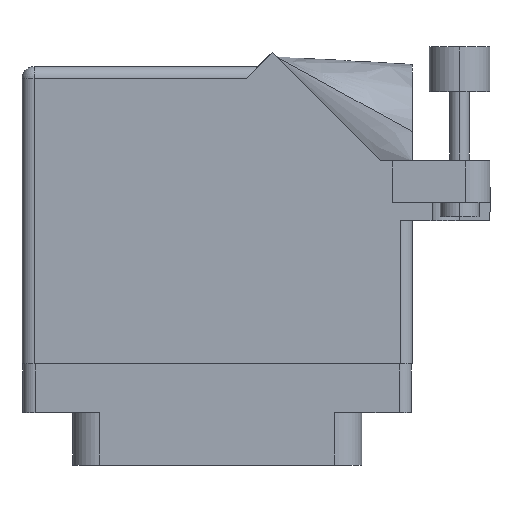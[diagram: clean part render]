
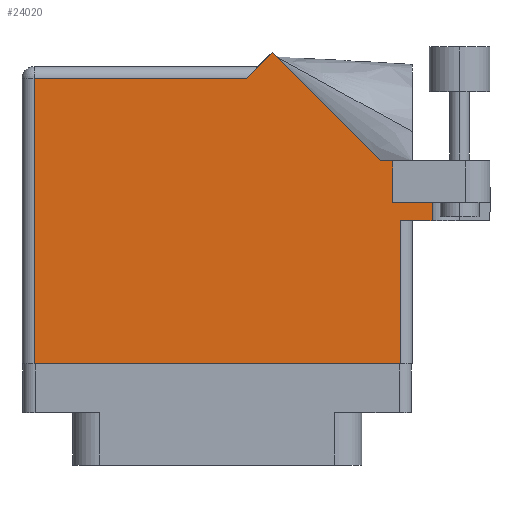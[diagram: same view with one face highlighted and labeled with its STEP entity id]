
A CAD part, front view. The second image highlights one B-rep face of the part: STEP entity #24020.
In plain terms, the highlighted face is planar.
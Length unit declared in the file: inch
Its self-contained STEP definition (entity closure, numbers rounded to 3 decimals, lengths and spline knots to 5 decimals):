
#16 = VECTOR ( 'NONE', #9873, 39.37008 ) ;
#76 = VECTOR ( 'NONE', #14176, 39.37008 ) ;
#193 = CARTESIAN_POINT ( 'NONE',  ( 1.1065, 0.637, 0.455 ) ) ;
#230 = EDGE_CURVE ( 'NONE', #5081, #30116, #22166, .T. ) ;
#510 = CARTESIAN_POINT ( 'NONE',  ( 0.905, 0.731, 0.455 ) ) ;
#1091 = CARTESIAN_POINT ( 'NONE',  ( 0.905, 0.731, 0.455 ) ) ;
#1441 = EDGE_CURVE ( 'NONE', #12164, #17413, #11528, .T. ) ;
#1515 = CARTESIAN_POINT ( 'NONE',  ( -1.005, -0.1, 0.455 ) ) ;
#1707 = DIRECTION ( 'NONE',  ( 0., 1., 0. ) ) ;
#1921 = VECTOR ( 'NONE', #1707, 39.37008 ) ;
#2482 = ORIENTED_EDGE ( 'NONE', *, *, #9195, .T. ) ;
#3050 = ORIENTED_EDGE ( 'NONE', *, *, #20682, .F. ) ;
#3162 = LINE ( 'NONE', #36237, #76 ) ;
#3823 = DIRECTION ( 'NONE',  ( 0., -1., 0. ) ) ;
#4227 = DIRECTION ( 'NONE',  ( -0.707, -0.707, 0. ) ) ;
#4400 = ORIENTED_EDGE ( 'NONE', *, *, #1441, .T. ) ;
#4509 = ORIENTED_EDGE ( 'NONE', *, *, #17938, .T. ) ;
#4668 = VERTEX_POINT ( 'NONE', #16738 ) ;
#4782 = VERTEX_POINT ( 'NONE', #6419 ) ;
#5081 = VERTEX_POINT ( 'NONE', #8313 ) ;
#5093 = VECTOR ( 'NONE', #3823, 39.37008 ) ;
#5223 = ORIENTED_EDGE ( 'NONE', *, *, #16747, .T. ) ;
#5828 = DIRECTION ( 'NONE',  ( -1., 0., 0. ) ) ;
#6059 = VECTOR ( 'NONE', #31128, 39.37008 ) ;
#6280 = ORIENTED_EDGE ( 'NONE', *, *, #10674, .T. ) ;
#6419 = CARTESIAN_POINT ( 'NONE',  ( 0.905, 0.944, 0.455 ) ) ;
#7220 = CARTESIAN_POINT ( 'NONE',  ( 0.83942, 0.944, 0.455 ) ) ;
#7417 = CARTESIAN_POINT ( 'NONE',  ( 0.83942, 0.944, 0.455 ) ) ;
#7595 = VERTEX_POINT ( 'NONE', #510 ) ;
#8313 = CARTESIAN_POINT ( 'NONE',  ( 0.943, -0.1, 0.455 ) ) ;
#8435 = VECTOR ( 'NONE', #35637, 39.37008 ) ;
#8657 = VECTOR ( 'NONE', #18076, 39.37008 ) ;
#9195 = EDGE_CURVE ( 'NONE', #4668, #5081, #22512, .T. ) ;
#9448 = CARTESIAN_POINT ( 'NONE',  ( 0.905, 0.731, 0.455 ) ) ;
#9873 = DIRECTION ( 'NONE',  ( 1., 0., 0. ) ) ;
#10020 = VERTEX_POINT ( 'NONE', #33503 ) ;
#10202 = CARTESIAN_POINT ( 'NONE',  ( -0.943, 1.368, 0.455 ) ) ;
#10457 = CARTESIAN_POINT ( 'NONE',  ( 0.943, 0.637, 0.455 ) ) ;
#10487 = DIRECTION ( 'NONE',  ( 0., 0., -1. ) ) ;
#10674 = EDGE_CURVE ( 'NONE', #7595, #4782, #22817, .T. ) ;
#11528 = LINE ( 'NONE', #18599, #8435 ) ;
#11917 = DIRECTION ( 'NONE',  ( -1., 0., 0. ) ) ;
#11952 = VECTOR ( 'NONE', #11917, 39.37008 ) ;
#12164 = VERTEX_POINT ( 'NONE', #35201 ) ;
#12631 = CARTESIAN_POINT ( 'NONE',  ( -0.943, -0.1, 0.455 ) ) ;
#13693 = FACE_OUTER_BOUND ( 'NONE', #29893, .T. ) ;
#13819 = ORIENTED_EDGE ( 'NONE', *, *, #34266, .T. ) ;
#14080 = EDGE_CURVE ( 'NONE', #34720, #22067, #3162, .T. ) ;
#14176 = DIRECTION ( 'NONE',  ( 0., -1., 0. ) ) ;
#14416 = VERTEX_POINT ( 'NONE', #7417 ) ;
#15326 = DIRECTION ( 'NONE',  ( -0.707, 0.707, 0. ) ) ;
#16060 = LINE ( 'NONE', #7220, #19147 ) ;
#16738 = CARTESIAN_POINT ( 'NONE',  ( -0.943, -0.1, 0.455 ) ) ;
#16747 = EDGE_CURVE ( 'NONE', #30116, #22067, #22813, .T. ) ;
#17033 = LINE ( 'NONE', #9448, #8657 ) ;
#17413 = VERTEX_POINT ( 'NONE', #10202 ) ;
#17938 = EDGE_CURVE ( 'NONE', #17413, #4668, #31516, .T. ) ;
#18076 = DIRECTION ( 'NONE',  ( 1., 0., 0. ) ) ;
#18419 = VECTOR ( 'NONE', #31898, 39.37008 ) ;
#18599 = CARTESIAN_POINT ( 'NONE',  ( -1.005, 1.368, 0.455 ) ) ;
#19147 = VECTOR ( 'NONE', #15326, 39.37008 ) ;
#19592 = ORIENTED_EDGE ( 'NONE', *, *, #230, .T. ) ;
#20682 = EDGE_CURVE ( 'NONE', #7595, #34720, #17033, .T. ) ;
#20789 = AXIS2_PLACEMENT_3D ( 'NONE', #27670, #10487, #5828 ) ;
#22067 = VERTEX_POINT ( 'NONE', #193 ) ;
#22166 = LINE ( 'NONE', #10457, #1921 ) ;
#22195 = EDGE_CURVE ( 'NONE', #14416, #10020, #16060, .T. ) ;
#22241 = ORIENTED_EDGE ( 'NONE', *, *, #14080, .F. ) ;
#22268 = LINE ( 'NONE', #34880, #34536 ) ;
#22512 = LINE ( 'NONE', #1515, #16 ) ;
#22813 = LINE ( 'NONE', #28192, #6059 ) ;
#22817 = LINE ( 'NONE', #1091, #18419 ) ;
#24020 = ADVANCED_FACE ( 'NONE', ( #13693 ), #27426, .F. ) ;
#26466 = EDGE_CURVE ( 'NONE', #10020, #12164, #22268, .T. ) ;
#27041 = LINE ( 'NONE', #36471, #11952 ) ;
#27426 = PLANE ( 'NONE',  #20789 ) ;
#27670 = CARTESIAN_POINT ( 'NONE',  ( -1.005, 1.43, 0.455 ) ) ;
#28192 = CARTESIAN_POINT ( 'NONE',  ( 1.005, 0.637, 0.455 ) ) ;
#29220 = CARTESIAN_POINT ( 'NONE',  ( 0.943, 0.637, 0.455 ) ) ;
#29361 = ORIENTED_EDGE ( 'NONE', *, *, #22195, .T. ) ;
#29893 = EDGE_LOOP ( 'NONE', ( #2482, #19592, #5223, #22241, #3050, #6280, #13819, #29361, #34748, #4400, #4509 ) ) ;
#30116 = VERTEX_POINT ( 'NONE', #29220 ) ;
#31128 = DIRECTION ( 'NONE',  ( 1., 0., 0. ) ) ;
#31516 = LINE ( 'NONE', #12631, #5093 ) ;
#31898 = DIRECTION ( 'NONE',  ( 0., 1., 0. ) ) ;
#33503 = CARTESIAN_POINT ( 'NONE',  ( 0.28271, 1.50071, 0.455 ) ) ;
#34266 = EDGE_CURVE ( 'NONE', #4782, #14416, #27041, .T. ) ;
#34536 = VECTOR ( 'NONE', #4227, 39.37008 ) ;
#34720 = VERTEX_POINT ( 'NONE', #36333 ) ;
#34748 = ORIENTED_EDGE ( 'NONE', *, *, #26466, .T. ) ;
#34880 = CARTESIAN_POINT ( 'NONE',  ( 0.212, 1.43, 0.455 ) ) ;
#35201 = CARTESIAN_POINT ( 'NONE',  ( 0.15, 1.368, 0.455 ) ) ;
#35637 = DIRECTION ( 'NONE',  ( -1., 0., 0. ) ) ;
#36237 = CARTESIAN_POINT ( 'NONE',  ( 1.1065, 1.06177, 0.455 ) ) ;
#36333 = CARTESIAN_POINT ( 'NONE',  ( 1.1065, 0.731, 0.455 ) ) ;
#36471 = CARTESIAN_POINT ( 'NONE',  ( 1.405, 0.944, 0.455 ) ) ;
